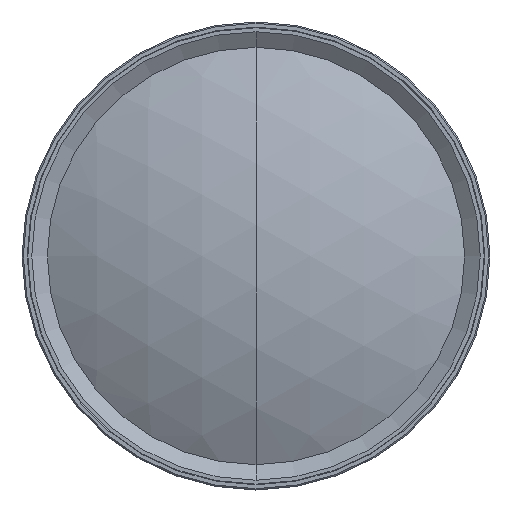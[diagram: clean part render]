
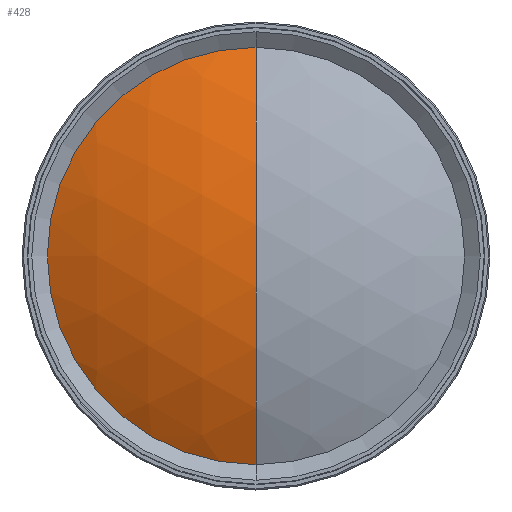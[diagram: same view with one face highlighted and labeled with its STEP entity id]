
A CAD part, top view. The second image highlights one B-rep face of the part: STEP entity #428.
In plain terms, the highlighted spherical face has radius 167.78 mm.
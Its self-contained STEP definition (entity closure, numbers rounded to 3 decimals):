
#18 = EDGE_CURVE ( 'NONE', #243, #521, #77, .T. ) ;
#73 = ORIENTED_EDGE ( 'NONE', *, *, #1047, .T. ) ;
#77 = CIRCLE ( 'NONE', #149, 80.25 ) ;
#100 = DIRECTION ( 'NONE',  ( 0., 1., 0. ) ) ;
#111 = CARTESIAN_POINT ( 'NONE',  ( 0., 80.25, 70.063 ) ) ;
#149 = AXIS2_PLACEMENT_3D ( 'NONE', #953, #1041, #100 ) ;
#182 = SPHERICAL_SURFACE ( 'NONE', #1017, 167.78 ) ;
#206 = CARTESIAN_POINT ( 'NONE',  ( 0., 0., -77.28 ) ) ;
#243 = VERTEX_POINT ( 'NONE', #111 ) ;
#293 = DIRECTION ( 'NONE',  ( -1., 0., 0. ) ) ;
#301 = AXIS2_PLACEMENT_3D ( 'NONE', #206, #293, #383 ) ;
#316 = CIRCLE ( 'NONE', #301, 167.78 ) ;
#381 = CARTESIAN_POINT ( 'NONE',  ( 0., -80.25, 70.063 ) ) ;
#383 = DIRECTION ( 'NONE',  ( 0., -0.478, 0.878 ) ) ;
#428 = ADVANCED_FACE ( 'NONE', ( #695 ), #182, .T. ) ;
#504 = CARTESIAN_POINT ( 'NONE',  ( 0., 0., -77.28 ) ) ;
#520 = DIRECTION ( 'NONE',  ( -1., 0., 0. ) ) ;
#521 = VERTEX_POINT ( 'NONE', #381 ) ;
#679 = DIRECTION ( 'NONE',  ( 0., -1., 0. ) ) ;
#695 = FACE_OUTER_BOUND ( 'NONE', #788, .T. ) ;
#788 = EDGE_LOOP ( 'NONE', ( #836, #73 ) ) ;
#836 = ORIENTED_EDGE ( 'NONE', *, *, #18, .T. ) ;
#953 = CARTESIAN_POINT ( 'NONE',  ( 0., 0., 70.063 ) ) ;
#1017 = AXIS2_PLACEMENT_3D ( 'NONE', #504, #520, #679 ) ;
#1041 = DIRECTION ( 'NONE',  ( 0., 0., 1. ) ) ;
#1047 = EDGE_CURVE ( 'NONE', #521, #243, #316, .T. ) ;
